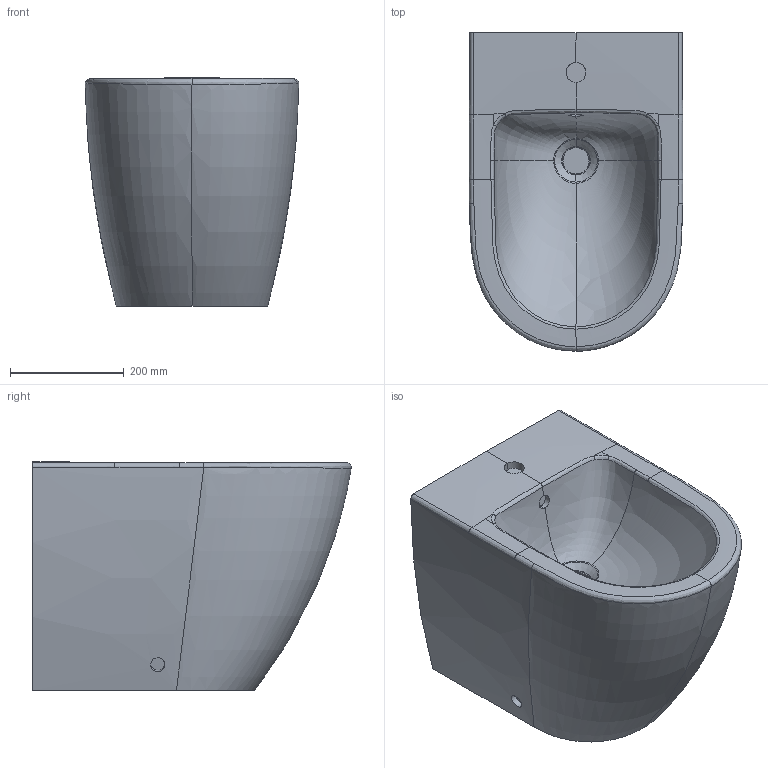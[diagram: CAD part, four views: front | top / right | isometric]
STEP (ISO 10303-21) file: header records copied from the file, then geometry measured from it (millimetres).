
FILE_DESCRIPTION(/* description */ (''),/* implementation_level */ '2;1');
FILE_NAME(/* name */ '540100_Subway_2_0_SBD_Bucket.stp',/* time_stamp */ '2019-03-13T10:41:59+01:00',/* author */ (''),/* organization */ (''),/* preprocessor_version */ 'ST-DEVELOPER v16',/* originating_system */ 'SIEMENS PLM Software NX 10.0',/* authorisation */ '');
FILE_SCHEMA (('AUTOMOTIVE_DESIGN { 1 0 10303 214 3 1 1 1 }'));
Products named in the file (1): Sier18D045B4ajc1
Bounding box: 375.5 x 560.22 x 402 mm (x, y, z)
Volume: 53684125.3 mm3; surface area: 986151.5 mm2
Topology: 1 solids, 1 shells, 63 faces, 138 edges, 79 vertices
Faces by surface type: bspline 44, cylinder 8, plane 5, revolution 4, cone 2
Full cylindrical faces by diameter (mm): 25 x2
Entity records: 36734 total; most frequent: CARTESIAN_POINT 35718, ORIENTED_EDGE 272, EDGE_CURVE 136, DIRECTION 94, VERTEX_POINT 79, B_SPLINE_CURVE_WITH_KNOTS 73, EDGE_LOOP 67, ADVANCED_FACE 63
